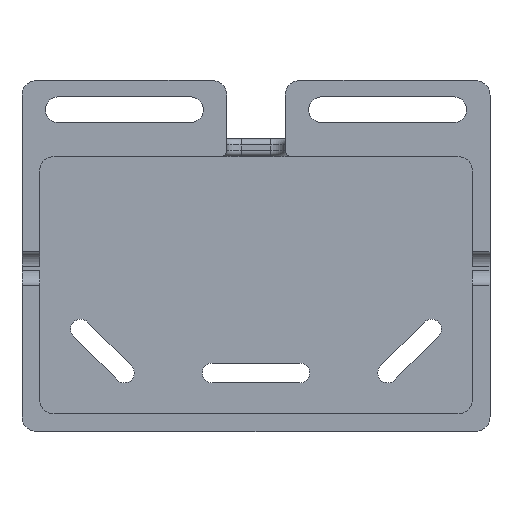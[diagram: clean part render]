
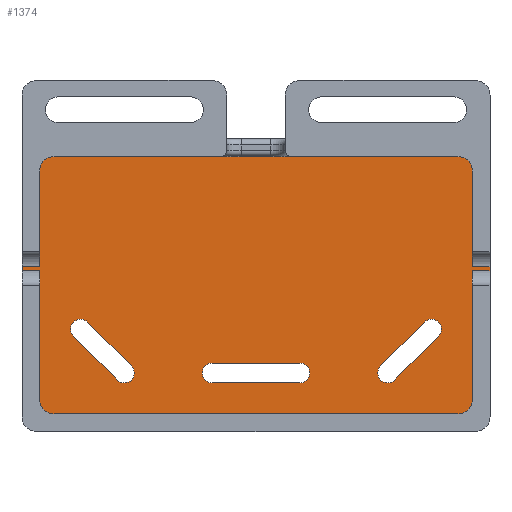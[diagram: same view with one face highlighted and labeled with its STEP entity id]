
A CAD part, front view. The second image highlights one B-rep face of the part: STEP entity #1374.
In plain terms, the highlighted planar face has unit normal (0, -1, 0).
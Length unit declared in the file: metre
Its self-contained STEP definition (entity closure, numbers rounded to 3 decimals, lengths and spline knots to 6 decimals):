
#94=CIRCLE('',#1506,0.0017);
#95=CIRCLE('',#1507,0.0017);
#96=CIRCLE('',#1508,0.0017);
#97=CIRCLE('',#1509,0.0017);
#98=CIRCLE('',#1510,0.0017);
#99=CIRCLE('',#1511,0.0017);
#100=CIRCLE('',#1512,0.0025);
#101=CIRCLE('',#1513,0.0025);
#102=CIRCLE('',#1514,0.0025);
#103=CIRCLE('',#1515,0.0025);
#270=ORIENTED_EDGE('',*,*,#666,.F.);
#271=ORIENTED_EDGE('',*,*,#667,.F.);
#272=ORIENTED_EDGE('',*,*,#668,.T.);
#273=ORIENTED_EDGE('',*,*,#669,.F.);
#274=ORIENTED_EDGE('',*,*,#670,.T.);
#275=ORIENTED_EDGE('',*,*,#671,.F.);
#276=ORIENTED_EDGE('',*,*,#672,.T.);
#277=ORIENTED_EDGE('',*,*,#673,.T.);
#278=ORIENTED_EDGE('',*,*,#674,.F.);
#279=ORIENTED_EDGE('',*,*,#675,.F.);
#280=ORIENTED_EDGE('',*,*,#676,.T.);
#281=ORIENTED_EDGE('',*,*,#677,.T.);
#282=ORIENTED_EDGE('',*,*,#656,.F.);
#283=ORIENTED_EDGE('',*,*,#678,.T.);
#284=ORIENTED_EDGE('',*,*,#658,.T.);
#285=ORIENTED_EDGE('',*,*,#679,.T.);
#286=ORIENTED_EDGE('',*,*,#621,.T.);
#287=ORIENTED_EDGE('',*,*,#680,.T.);
#288=ORIENTED_EDGE('',*,*,#598,.T.);
#289=ORIENTED_EDGE('',*,*,#681,.T.);
#290=ORIENTED_EDGE('',*,*,#595,.T.);
#291=ORIENTED_EDGE('',*,*,#682,.T.);
#292=ORIENTED_EDGE('',*,*,#601,.F.);
#293=ORIENTED_EDGE('',*,*,#683,.T.);
#294=ORIENTED_EDGE('',*,*,#650,.F.);
#295=ORIENTED_EDGE('',*,*,#684,.T.);
#296=ORIENTED_EDGE('',*,*,#663,.F.);
#297=ORIENTED_EDGE('',*,*,#685,.T.);
#595=EDGE_CURVE('',#799,#798,#917,.T.);
#598=EDGE_CURVE('',#801,#800,#920,.T.);
#601=EDGE_CURVE('',#803,#804,#922,.T.);
#621=EDGE_CURVE('',#822,#821,#936,.T.);
#650=EDGE_CURVE('',#843,#844,#953,.T.);
#656=EDGE_CURVE('',#846,#847,#958,.T.);
#658=EDGE_CURVE('',#848,#849,#960,.T.);
#663=EDGE_CURVE('',#851,#852,#964,.T.);
#666=EDGE_CURVE('',#854,#855,#966,.T.);
#667=EDGE_CURVE('',#856,#854,#94,.T.);
#668=EDGE_CURVE('',#856,#857,#967,.T.);
#669=EDGE_CURVE('',#855,#857,#95,.T.);
#670=EDGE_CURVE('',#858,#859,#96,.T.);
#671=EDGE_CURVE('',#860,#859,#968,.T.);
#672=EDGE_CURVE('',#860,#861,#97,.T.);
#673=EDGE_CURVE('',#861,#858,#969,.T.);
#674=EDGE_CURVE('',#862,#863,#98,.T.);
#675=EDGE_CURVE('',#864,#862,#970,.T.);
#676=EDGE_CURVE('',#864,#865,#99,.T.);
#677=EDGE_CURVE('',#865,#863,#971,.T.);
#678=EDGE_CURVE('',#846,#848,#100,.T.);
#679=EDGE_CURVE('',#849,#822,#972,.T.);
#680=EDGE_CURVE('',#821,#801,#973,.F.);
#681=EDGE_CURVE('',#800,#799,#101,.T.);
#682=EDGE_CURVE('',#798,#804,#102,.T.);
#683=EDGE_CURVE('',#803,#844,#974,.F.);
#684=EDGE_CURVE('',#843,#852,#975,.T.);
#685=EDGE_CURVE('',#851,#847,#103,.T.);
#798=VERTEX_POINT('',#2137);
#799=VERTEX_POINT('',#2139);
#800=VERTEX_POINT('',#2143);
#801=VERTEX_POINT('',#2145);
#803=VERTEX_POINT('',#2151);
#804=VERTEX_POINT('',#2152);
#821=VERTEX_POINT('',#2190);
#822=VERTEX_POINT('',#2192);
#843=VERTEX_POINT('',#2243);
#844=VERTEX_POINT('',#2245);
#846=VERTEX_POINT('',#2254);
#847=VERTEX_POINT('',#2256);
#848=VERTEX_POINT('',#2260);
#849=VERTEX_POINT('',#2261);
#851=VERTEX_POINT('',#2268);
#852=VERTEX_POINT('',#2270);
#854=VERTEX_POINT('',#2276);
#855=VERTEX_POINT('',#2277);
#856=VERTEX_POINT('',#2279);
#857=VERTEX_POINT('',#2281);
#858=VERTEX_POINT('',#2284);
#859=VERTEX_POINT('',#2285);
#860=VERTEX_POINT('',#2287);
#861=VERTEX_POINT('',#2289);
#862=VERTEX_POINT('',#2292);
#863=VERTEX_POINT('',#2293);
#864=VERTEX_POINT('',#2295);
#865=VERTEX_POINT('',#2297);
#917=LINE('',#2138,#1053);
#920=LINE('',#2144,#1056);
#922=LINE('',#2150,#1058);
#936=LINE('',#2191,#1072);
#953=LINE('',#2244,#1089);
#958=LINE('',#2255,#1094);
#960=LINE('',#2259,#1096);
#964=LINE('',#2269,#1100);
#966=LINE('',#2275,#1102);
#967=LINE('',#2280,#1103);
#968=LINE('',#2286,#1104);
#969=LINE('',#2290,#1105);
#970=LINE('',#2294,#1106);
#971=LINE('',#2298,#1107);
#972=LINE('',#2300,#1108);
#973=LINE('',#2301,#1109);
#974=LINE('',#2304,#1110);
#975=LINE('',#2305,#1111);
#1053=VECTOR('',#1684,1.);
#1056=VECTOR('',#1689,1.);
#1058=VECTOR('',#1695,1.);
#1072=VECTOR('',#1725,1.);
#1089=VECTOR('',#1770,1.);
#1094=VECTOR('',#1781,1.);
#1096=VECTOR('',#1785,1.);
#1100=VECTOR('',#1793,1.);
#1102=VECTOR('',#1799,1.);
#1103=VECTOR('',#1802,1.);
#1104=VECTOR('',#1807,1.);
#1105=VECTOR('',#1810,1.);
#1106=VECTOR('',#1813,1.);
#1107=VECTOR('',#1816,1.);
#1108=VECTOR('',#1819,1.);
#1109=VECTOR('',#1820,1.);
#1110=VECTOR('',#1825,1.);
#1111=VECTOR('',#1826,1.);
#1176=EDGE_LOOP('',(#270,#271,#272,#273));
#1177=EDGE_LOOP('',(#274,#275,#276,#277));
#1178=EDGE_LOOP('',(#278,#279,#280,#281));
#1179=EDGE_LOOP('',(#282,#283,#284,#285,#286,#287,#288,#289,#290,#291,#292,#293,#294,#295,#296,#297));
#1260=FACE_BOUND('',#1176,.T.);
#1261=FACE_BOUND('',#1177,.T.);
#1262=FACE_BOUND('',#1178,.T.);
#1263=FACE_BOUND('',#1179,.T.);
#1338=PLANE('',#1505);
#1374=ADVANCED_FACE('',(#1260,#1261,#1262,#1263),#1338,.T.);
#1505=AXIS2_PLACEMENT_3D('',#2274,#1797,#1798);
#1506=AXIS2_PLACEMENT_3D('',#2278,#1800,#1801);
#1507=AXIS2_PLACEMENT_3D('',#2282,#1803,#1804);
#1508=AXIS2_PLACEMENT_3D('',#2283,#1805,#1806);
#1509=AXIS2_PLACEMENT_3D('',#2288,#1808,#1809);
#1510=AXIS2_PLACEMENT_3D('',#2291,#1811,#1812);
#1511=AXIS2_PLACEMENT_3D('',#2296,#1814,#1815);
#1512=AXIS2_PLACEMENT_3D('',#2299,#1817,#1818);
#1513=AXIS2_PLACEMENT_3D('',#2302,#1821,#1822);
#1514=AXIS2_PLACEMENT_3D('',#2303,#1823,#1824);
#1515=AXIS2_PLACEMENT_3D('',#2306,#1827,#1828);
#1684=DIRECTION('',(-1.,0.,0.));
#1689=DIRECTION('',(0.,0.,1.));
#1695=DIRECTION('',(0.,0.,1.));
#1725=DIRECTION('',(0.,0.,1.));
#1770=DIRECTION('',(0.,0.,1.));
#1781=DIRECTION('',(-1.,0.,0.));
#1785=DIRECTION('',(0.,0.,1.));
#1793=DIRECTION('',(0.,0.,1.));
#1797=DIRECTION('',(0.,-1.,0.));
#1798=DIRECTION('',(1.,0.,0.));
#1799=DIRECTION('',(0.707,0.,0.707));
#1800=DIRECTION('',(0.,-1.,0.));
#1801=DIRECTION('',(0.,0.,1.));
#1802=DIRECTION('',(0.707,0.,0.707));
#1803=DIRECTION('',(0.,-1.,0.));
#1804=DIRECTION('',(0.,0.,1.));
#1805=DIRECTION('',(0.,1.,0.));
#1806=DIRECTION('',(0.,0.,1.));
#1807=DIRECTION('',(-0.707,0.,0.707));
#1808=DIRECTION('',(0.,1.,0.));
#1809=DIRECTION('',(0.,0.,1.));
#1810=DIRECTION('',(-0.707,0.,0.707));
#1811=DIRECTION('',(0.,-1.,0.));
#1812=DIRECTION('',(0.,0.,1.));
#1813=DIRECTION('',(1.,0.,0.));
#1814=DIRECTION('',(0.,1.,0.));
#1815=DIRECTION('',(0.,0.,1.));
#1816=DIRECTION('',(1.,0.,0.));
#1817=DIRECTION('',(0.,-1.,0.));
#1818=DIRECTION('',(0.,0.,-1.));
#1819=DIRECTION('',(1.,0.,0.));
#1820=DIRECTION('',(1.,0.,0.));
#1821=DIRECTION('',(0.,-1.,0.));
#1822=DIRECTION('',(0.,0.,-1.));
#1823=DIRECTION('',(0.,-1.,0.));
#1824=DIRECTION('',(0.,0.,-1.));
#1825=DIRECTION('',(1.,0.,0.));
#1826=DIRECTION('',(1.,0.,0.));
#1827=DIRECTION('',(0.,-1.,0.));
#1828=DIRECTION('',(0.,0.,-1.));
#2137=CARTESIAN_POINT('',(-0.0345,0.052,0.047));
#2138=CARTESIAN_POINT('',(0.,0.052,0.047));
#2139=CARTESIAN_POINT('',(0.0345,0.052,0.047));
#2143=CARTESIAN_POINT('',(0.037,0.052,0.0445));
#2144=CARTESIAN_POINT('',(0.037,0.052,0.025));
#2145=CARTESIAN_POINT('',(0.037,0.052,0.0282));
#2150=CARTESIAN_POINT('',(-0.037,0.052,0.025));
#2151=CARTESIAN_POINT('',(-0.037,0.052,0.0282));
#2152=CARTESIAN_POINT('',(-0.037,0.052,0.0445));
#2190=CARTESIAN_POINT('',(0.04,0.052,0.0282));
#2191=CARTESIAN_POINT('',(0.04,0.052,0.02785));
#2192=CARTESIAN_POINT('',(0.04,0.052,0.0275));
#2243=CARTESIAN_POINT('',(-0.04,0.052,0.0275));
#2244=CARTESIAN_POINT('',(-0.04,0.052,0.05));
#2245=CARTESIAN_POINT('',(-0.04,0.052,0.0282));
#2254=CARTESIAN_POINT('',(0.0345,0.052,0.003));
#2255=CARTESIAN_POINT('',(0.,0.052,0.003));
#2256=CARTESIAN_POINT('',(-0.0345,0.052,0.003));
#2259=CARTESIAN_POINT('',(0.037,0.052,0.025));
#2260=CARTESIAN_POINT('',(0.037,0.052,0.0055));
#2261=CARTESIAN_POINT('',(0.037,0.052,0.0275));
#2268=CARTESIAN_POINT('',(-0.037,0.052,0.0055));
#2269=CARTESIAN_POINT('',(-0.037,0.052,0.025));
#2270=CARTESIAN_POINT('',(-0.037,0.052,0.0275));
#2274=CARTESIAN_POINT('',(0.,0.052,0.025));
#2275=CARTESIAN_POINT('',(0.027452,0.052,0.012548));
#2276=CARTESIAN_POINT('',(0.023702,0.052,0.008798));
#2277=CARTESIAN_POINT('',(0.031202,0.052,0.016298));
#2278=CARTESIAN_POINT('',(0.0225,0.052,0.01));
#2279=CARTESIAN_POINT('',(0.021298,0.052,0.011202));
#2280=CARTESIAN_POINT('',(0.025048,0.052,0.014952));
#2281=CARTESIAN_POINT('',(0.028798,0.052,0.018702));
#2282=CARTESIAN_POINT('',(0.03,0.052,0.0175));
#2283=CARTESIAN_POINT('',(-0.03,0.052,0.0175));
#2284=CARTESIAN_POINT('',(-0.031202,0.052,0.016298));
#2285=CARTESIAN_POINT('',(-0.028798,0.052,0.018702));
#2286=CARTESIAN_POINT('',(-0.025048,0.052,0.014952));
#2287=CARTESIAN_POINT('',(-0.021298,0.052,0.011202));
#2288=CARTESIAN_POINT('',(-0.0225,0.052,0.01));
#2289=CARTESIAN_POINT('',(-0.023702,0.052,0.008798));
#2290=CARTESIAN_POINT('',(-0.027452,0.052,0.012548));
#2291=CARTESIAN_POINT('',(0.0075,0.052,0.01));
#2292=CARTESIAN_POINT('',(0.0075,0.052,0.0083));
#2293=CARTESIAN_POINT('',(0.007488,0.052,0.0117));
#2294=CARTESIAN_POINT('',(-0.00375,0.052,0.0083));
#2295=CARTESIAN_POINT('',(-0.0075,0.052,0.0083));
#2296=CARTESIAN_POINT('',(-0.0075,0.052,0.01));
#2297=CARTESIAN_POINT('',(-0.007488,0.052,0.0117));
#2298=CARTESIAN_POINT('',(-0.003744,0.052,0.0117));
#2299=CARTESIAN_POINT('',(0.0345,0.052,0.0055));
#2300=CARTESIAN_POINT('',(0.,0.052,0.0275));
#2301=CARTESIAN_POINT('',(0.037,0.052,0.0282));
#2302=CARTESIAN_POINT('',(0.0345,0.052,0.0445));
#2303=CARTESIAN_POINT('',(-0.0345,0.052,0.0445));
#2304=CARTESIAN_POINT('',(-0.04,0.052,0.0282));
#2305=CARTESIAN_POINT('',(0.,0.052,0.0275));
#2306=CARTESIAN_POINT('',(-0.0345,0.052,0.0055));
